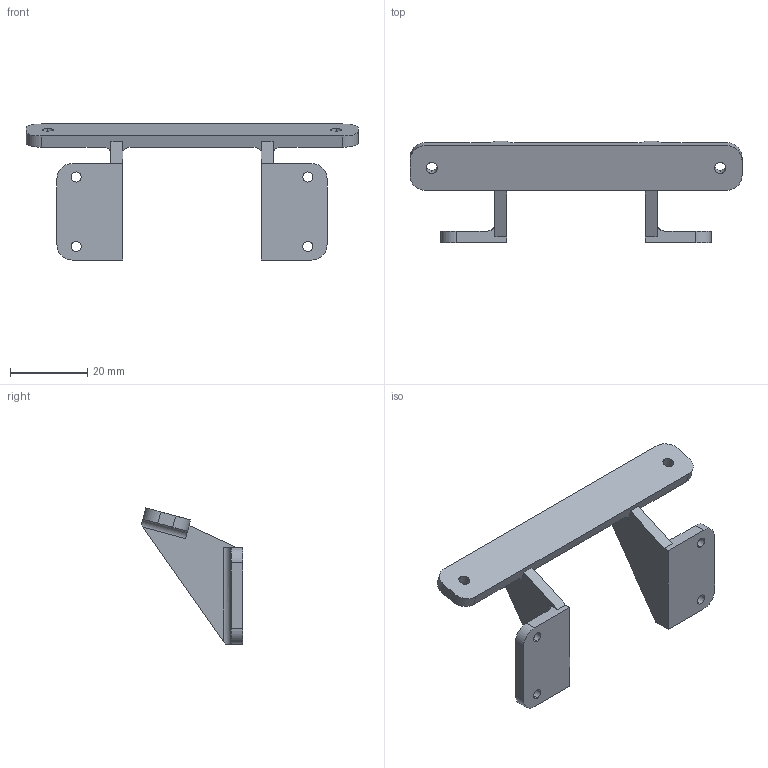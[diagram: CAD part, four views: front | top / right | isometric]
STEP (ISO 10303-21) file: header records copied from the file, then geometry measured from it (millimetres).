
FILE_DESCRIPTION (( 'STEP AP214' ), '1' );
FILE_NAME ('Battery Bracket.STEP', '2024-01-17T02:31:50', ( '' ), ( '' ), 'SwSTEP 2.0', 'SolidWorks 2022', '' );
FILE_SCHEMA (( 'AUTOMOTIVE_DESIGN' ));
Length unit declared in the file: millimetre
Products named in the file (1): Battery Bracket
Bounding box: 86 x 26.28 x 35.23 mm (x, y, z)
Volume: 7659.1 mm3; surface area: 6265.9 mm2
Topology: 1 solids, 1 shells, 52 faces, 150 edges, 100 vertices
Faces by surface type: cylinder 26, plane 26
Entity records: 1784 total; most frequent: CARTESIAN_POINT 321, DIRECTION 302, ORIENTED_EDGE 300, EDGE_CURVE 150, AXIS2_PLACEMENT_3D 105, VERTEX_POINT 100, LINE 92, VECTOR 92
